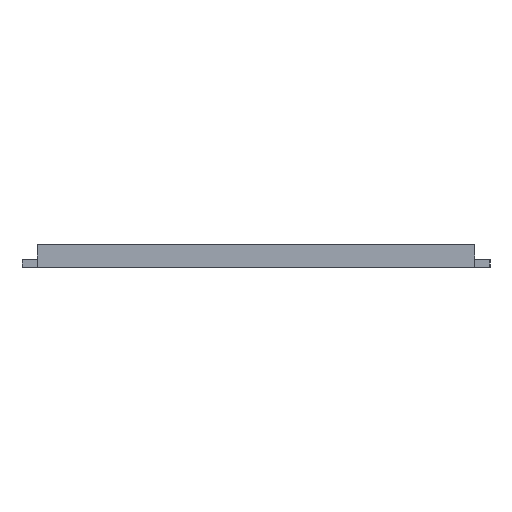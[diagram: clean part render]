
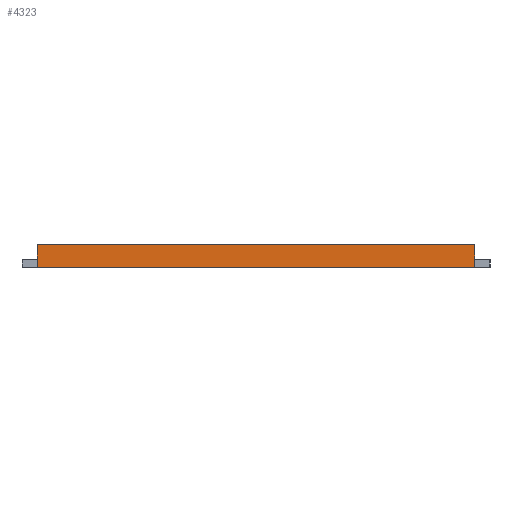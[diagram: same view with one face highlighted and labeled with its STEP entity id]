
A CAD part, left-side view. The second image highlights one B-rep face of the part: STEP entity #4323.
In plain terms, the highlighted planar face has unit normal (-1, 0, 0).
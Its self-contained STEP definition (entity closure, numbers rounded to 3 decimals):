
#209=FACE_OUTER_BOUND('',#455,.T.);
#455=EDGE_LOOP('',(#3207,#3208,#3209,#3210));
#847=LINE('',#6279,#1435);
#848=LINE('',#6281,#1436);
#849=LINE('',#6283,#1437);
#850=LINE('',#6284,#1438);
#1435=VECTOR('',#5163,10.);
#1436=VECTOR('',#5164,10.);
#1437=VECTOR('',#5165,10.);
#1438=VECTOR('',#5166,10.);
#1955=VERTEX_POINT('',#6277);
#1956=VERTEX_POINT('',#6278);
#1957=VERTEX_POINT('',#6280);
#1958=VERTEX_POINT('',#6282);
#2415=EDGE_CURVE('',#1955,#1956,#847,.T.);
#2416=EDGE_CURVE('',#1955,#1957,#848,.F.);
#2417=EDGE_CURVE('',#1958,#1957,#849,.T.);
#2418=EDGE_CURVE('',#1956,#1958,#850,.T.);
#3207=ORIENTED_EDGE('',*,*,#2415,.F.);
#3208=ORIENTED_EDGE('',*,*,#2416,.T.);
#3209=ORIENTED_EDGE('',*,*,#2417,.F.);
#3210=ORIENTED_EDGE('',*,*,#2418,.F.);
#4077=PLANE('',#4607);
#4323=ADVANCED_FACE('',(#209),#4077,.T.);
#4607=AXIS2_PLACEMENT_3D('',#6276,#5161,#5162);
#5161=DIRECTION('center_axis',(-1.,0.,0.));
#5162=DIRECTION('ref_axis',(0.,-1.,0.));
#5163=DIRECTION('',(0.,1.,0.));
#5164=DIRECTION('',(0.,0.,-1.));
#5165=DIRECTION('',(0.,-1.,0.));
#5166=DIRECTION('',(0.,0.,1.));
#6276=CARTESIAN_POINT('Origin',(-3.,29.1,0.));
#6277=CARTESIAN_POINT('',(-3.,-29.1,0.));
#6278=CARTESIAN_POINT('',(-3.,29.1,0.));
#6279=CARTESIAN_POINT('',(-3.,0.,0.));
#6280=CARTESIAN_POINT('',(-3.,-29.1,3.));
#6281=CARTESIAN_POINT('',(-3.,-29.1,0.));
#6282=CARTESIAN_POINT('',(-3.,29.1,3.));
#6283=CARTESIAN_POINT('',(-3.,0.,3.));
#6284=CARTESIAN_POINT('',(-3.,29.1,0.));
